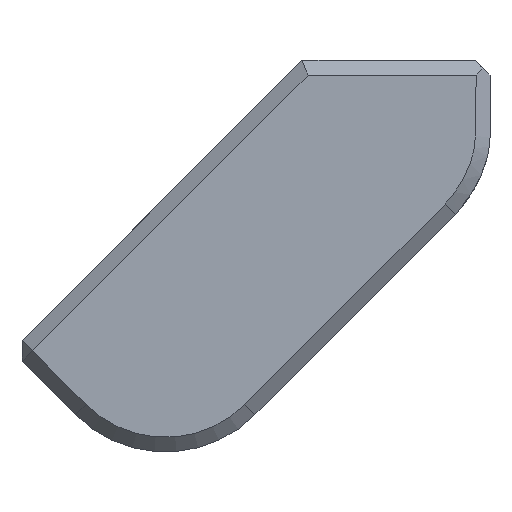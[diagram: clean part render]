
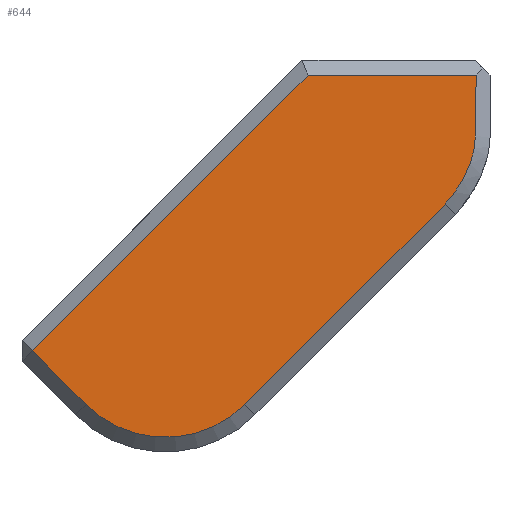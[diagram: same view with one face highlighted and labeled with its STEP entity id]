
A CAD part, front view. The second image highlights one B-rep face of the part: STEP entity #644.
In plain terms, the highlighted planar face has unit normal (0, -1, 0).
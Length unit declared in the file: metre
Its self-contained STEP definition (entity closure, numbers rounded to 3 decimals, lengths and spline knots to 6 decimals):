
#44=B_SPLINE_CURVE_WITH_KNOTS('',3,(#1038,#1039,#1040,#1041,#1042,#1043,
#1044,#1045,#1046,#1047,#1048,#1049,#1050,#1051,#1052),.UNSPECIFIED.,.F.,
 .F.,(4,1,1,1,1,1,1,1,1,1,1,1,4),(0.096467,0.209409,
0.32235,0.435292,0.491763,0.548234,
0.661175,0.717646,0.745881,0.774117,
0.830588,0.887058,1.),.UNSPECIFIED.);
#87=LINE('',#1027,#142);
#88=LINE('',#1030,#143);
#89=LINE('',#1032,#144);
#90=LINE('',#1036,#145);
#142=VECTOR('',#806,1.);
#143=VECTOR('',#807,1.);
#144=VECTOR('',#808,1.);
#145=VECTOR('',#811,1.);
#219=ORIENTED_EDGE('',*,*,#396,.F.);
#220=ORIENTED_EDGE('',*,*,#397,.F.);
#221=ORIENTED_EDGE('',*,*,#398,.F.);
#222=ORIENTED_EDGE('',*,*,#399,.F.);
#223=ORIENTED_EDGE('',*,*,#400,.F.);
#224=ORIENTED_EDGE('',*,*,#401,.F.);
#396=EDGE_CURVE('',#484,#485,#87,.T.);
#397=EDGE_CURVE('',#486,#484,#88,.T.);
#398=EDGE_CURVE('',#487,#486,#89,.T.);
#399=EDGE_CURVE('',#488,#487,#506,.T.);
#400=EDGE_CURVE('',#489,#488,#90,.T.);
#401=EDGE_CURVE('',#485,#489,#44,.T.);
#484=VERTEX_POINT('',#1028);
#485=VERTEX_POINT('',#1029);
#486=VERTEX_POINT('',#1031);
#487=VERTEX_POINT('',#1033);
#488=VERTEX_POINT('',#1035);
#489=VERTEX_POINT('',#1037);
#506=CIRCLE('',#707,0.0115);
#527=EDGE_LOOP('',(#219,#220,#221,#222,#223,#224));
#576=FACE_BOUND('',#527,.T.);
#617=PLANE('',#706);
#644=ADVANCED_FACE('',(#576),#617,.T.);
#706=AXIS2_PLACEMENT_3D('',#1026,#804,#805);
#707=AXIS2_PLACEMENT_3D('',#1034,#809,#810);
#804=DIRECTION('',(0.,-1.,0.));
#805=DIRECTION('',(-1.,0.,0.));
#806=DIRECTION('',(1.,0.,0.));
#807=DIRECTION('',(0.707,0.,0.707));
#808=DIRECTION('',(-0.707,0.,0.707));
#809=DIRECTION('',(0.,1.,0.));
#810=DIRECTION('',(0.,0.,1.));
#811=DIRECTION('',(-0.707,0.,-0.707));
#1026=CARTESIAN_POINT('',(0.013716,-0.0658,0.003455));
#1027=CARTESIAN_POINT('',(0.013716,-0.0658,0.024729));
#1028=CARTESIAN_POINT('',(0.019582,-0.0658,0.024729));
#1029=CARTESIAN_POINT('',(0.036829,-0.0658,0.024729));
#1030=CARTESIAN_POINT('',(0.020021,-0.0658,0.025169));
#1031=CARTESIAN_POINT('',(-0.008697,-0.0658,-0.00355));
#1032=CARTESIAN_POINT('',(-0.009758,-0.0658,-0.002489));
#1033=CARTESIAN_POINT('',(-0.003182,-0.0658,-0.009065));
#1034=CARTESIAN_POINT('',(0.00495,-0.0658,-0.000934));
#1035=CARTESIAN_POINT('',(0.013082,-0.0658,-0.009065));
#1036=CARTESIAN_POINT('',(0.013082,-0.0658,-0.009065));
#1037=CARTESIAN_POINT('',(0.033644,-0.0658,0.011497));
#1038=CARTESIAN_POINT('',(0.036829,-0.0658,0.024729));
#1039=CARTESIAN_POINT('',(0.036822,-0.0658,0.024144));
#1040=CARTESIAN_POINT('',(0.036807,-0.0658,0.022974));
#1041=CARTESIAN_POINT('',(0.036786,-0.0658,0.021214));
#1042=CARTESIAN_POINT('',(0.036765,-0.0658,0.019762));
#1043=CARTESIAN_POINT('',(0.036757,-0.0658,0.018568));
#1044=CARTESIAN_POINT('',(0.036717,-0.0658,0.017493));
#1045=CARTESIAN_POINT('',(0.036468,-0.0658,0.016361));
#1046=CARTESIAN_POINT('',(0.036106,-0.0658,0.015365));
#1047=CARTESIAN_POINT('',(0.03584,-0.0658,0.014761));
#1048=CARTESIAN_POINT('',(0.035592,-0.0658,0.01425));
#1049=CARTESIAN_POINT('',(0.035243,-0.0658,0.013618));
#1050=CARTESIAN_POINT('',(0.034612,-0.0658,0.012643));
#1051=CARTESIAN_POINT('',(0.034055,-0.0658,0.011947));
#1052=CARTESIAN_POINT('',(0.033646,-0.0658,0.011499));
